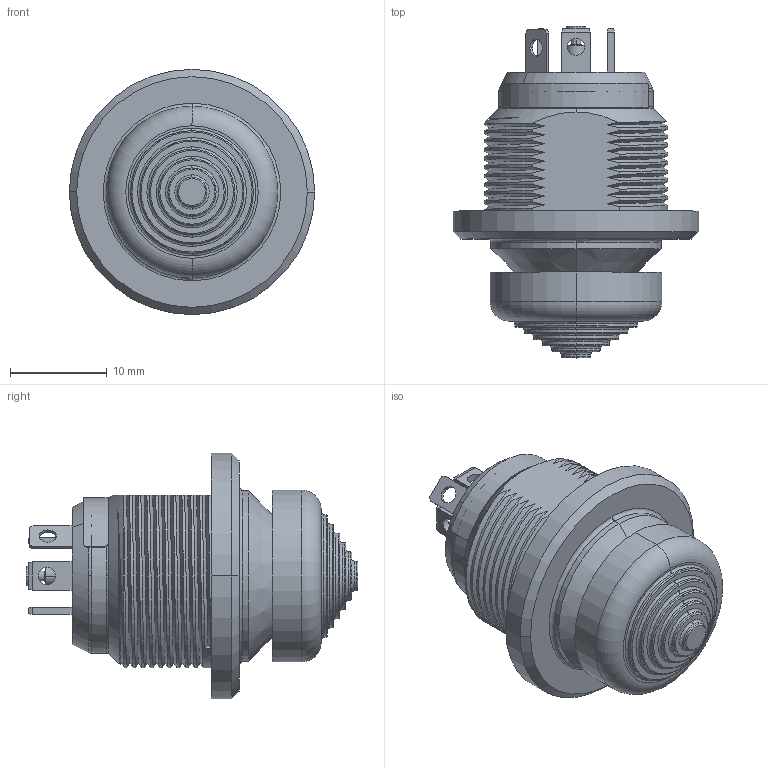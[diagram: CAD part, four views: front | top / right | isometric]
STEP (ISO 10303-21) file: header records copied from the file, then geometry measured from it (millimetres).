
FILE_DESCRIPTION((''),'2;1');
FILE_NAME('04J-AS-C12_FROM_STP_ASM','2012-08-21T',('Administrator'),(''),'PRO/ENGINEER BY PARAMETRIC TECHNOLOGY CORPORATION, 2006200','PRO/ENGINEER BY PARAMETRIC TECHNOLOGY CORPORATION, 2006200','');
FILE_SCHEMA(('CONFIG_CONTROL_DESIGN'));
Length unit declared in the file: inch
Products named in the file (4): MANIFOLD_SOLID_BREP_10025; MANIFOLD_SOLID_BREP_24570; 04J-AS-C12_SW0001_1_ASM; 04J-AS-C12_FROM_STP_ASM
Assembly tree (3 placements, depth 3):
  04J-AS-C12_FROM_STP_ASM
    04J-AS-C12_SW0001_1_ASM
      MANIFOLD_SOLID_BREP_10025
      MANIFOLD_SOLID_BREP_24570
Bounding box: 25.4 x 34.38 x 25.4 mm (x, y, z)
Volume: 3407.8 mm3; surface area: 5817.7 mm2
Topology: 2 solids, 2 shells, 542 faces, 1518 edges, 1022 vertices
Faces by surface type: plane 284, cylinder 117, torus 71, cone 44, bspline 26
Entity records: 23914 total; most frequent: CARTESIAN_POINT 7444, ORIENTED_EDGE 3036, DIRECTION 2729, EDGE_CURVE 1518, AXIS2_PLACEMENT_3D 1054, VERTEX_POINT 1022, VECTOR 621, LINE 621
